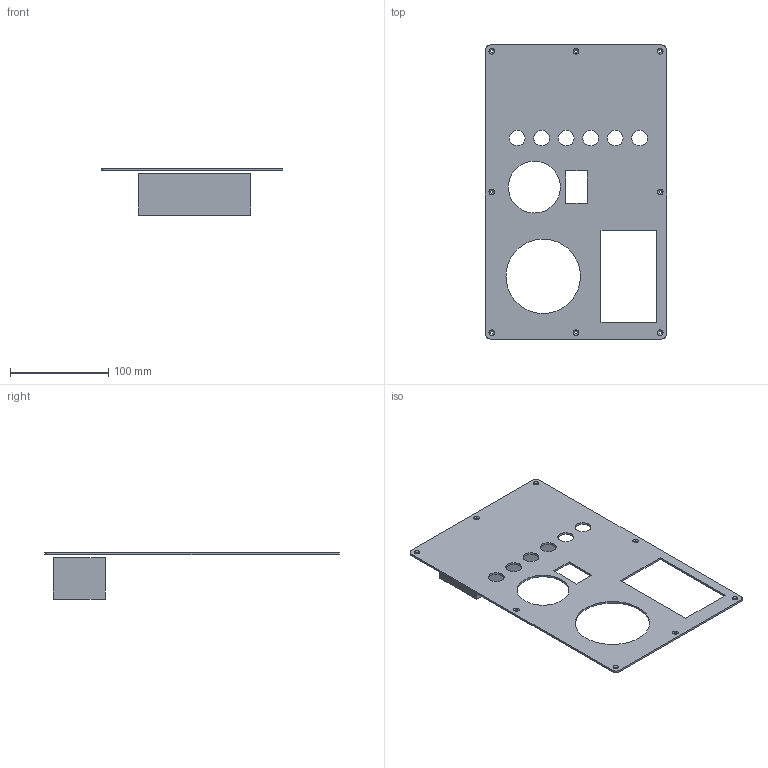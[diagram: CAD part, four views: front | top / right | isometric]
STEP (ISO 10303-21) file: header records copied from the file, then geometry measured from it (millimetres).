
FILE_DESCRIPTION(/* description */ (''),/* implementation_level */ '2;1');
FILE_NAME(/* name */ 'D365_Panel.stp',/* time_stamp */ '2022-05-10T07:54:28+02:00',/* author */ (''),/* organization */ (''),/* preprocessor_version */ 'ST-DEVELOPER v15.2',/* originating_system */ 'Autodesk Translator Framework v2.0.0.5431',/* authorisation */ '');
FILE_SCHEMA (('AUTOMOTIVE_DESIGN { 1 0 10303 214 3 1 1 }'));
Length unit declared in the file: centimetre
Products named in the file (1): Panneau
Bounding box: 185 x 300 x 47 mm (x, y, z)
Volume: 338685.8 mm3; surface area: 113351.5 mm2
Topology: 2 solids, 2 shells, 48 faces, 125 edges, 81 vertices
Faces by surface type: cylinder 20, plane 20, cone 8
Full cylindrical faces by diameter (mm): 3 x8, 16 x6, 53 x1, 76 x1
Entity records: 1442 total; most frequent: DIRECTION 246, CARTESIAN_POINT 229, ORIENTED_EDGE 200, EDGE_LOOP 108, EDGE_CURVE 100, AXIS2_PLACEMENT_3D 97, VERTEX_POINT 80, FACE_BOUND 62
